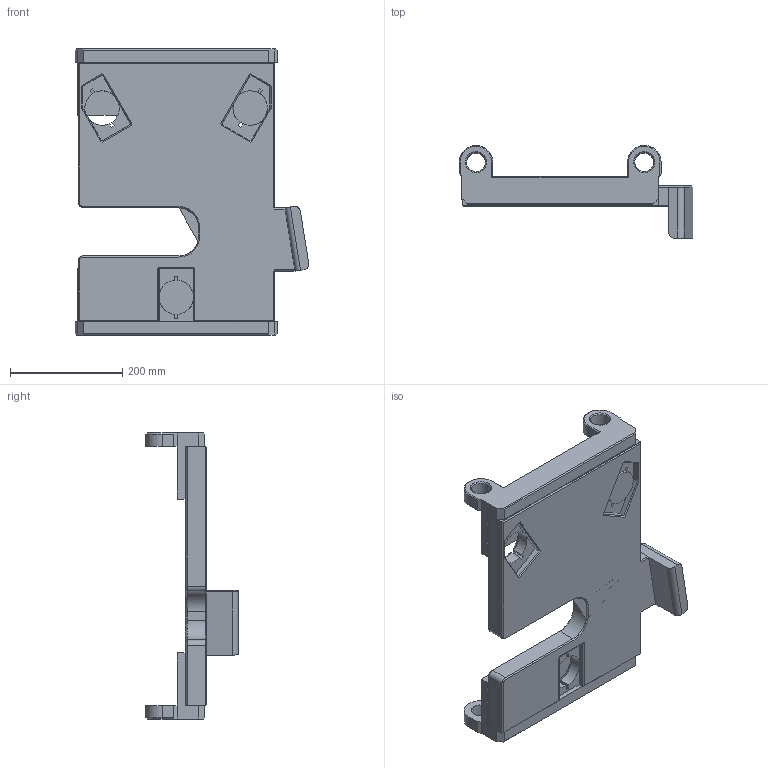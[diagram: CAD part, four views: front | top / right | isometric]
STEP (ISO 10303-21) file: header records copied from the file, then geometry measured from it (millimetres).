
FILE_DESCRIPTION ((), '1');
FILE_NAME ('coupling.stp', '2018-01-26T09:12:37', ('Unknown'), ('Unknown'), 'HarmonyWare STEP v1.7.11', 'HarmonyWare Translators', '');
FILE_SCHEMA (('CONFIG_CONTROL_DESIGN'));
Length unit declared in the file: centimetre
Products named in the file (5): coupling A 17-2-1: coupling A 17-2-1: coupling A 17-2-1: coupling A 17-2-1; product-name; coupling rc2: coupling rc2
Bounding box: 416.58 x 164.2 x 510 mm (x, y, z)
Volume: 7391841.9 mm3; surface area: 690629 mm2
Topology: 4 solids, 4 shells, 295 faces, 765 edges, 482 vertices
Faces by surface type: bspline 295
Entity records: 11789 total; most frequent: CARTESIAN_POINT 6668, ORIENTED_EDGE 1528, EDGE_CURVE 764, B_SPLINE_CURVE_WITH_KNOTS 681, VERTEX_POINT 481, EDGE_LOOP 313, FACE_OUTER_BOUND 295, ADVANCED_FACE 295
